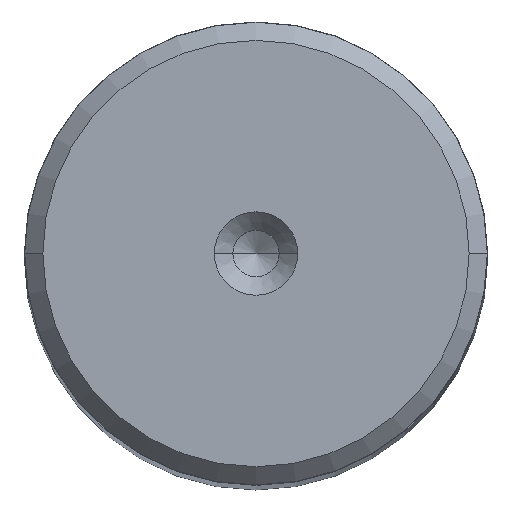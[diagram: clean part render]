
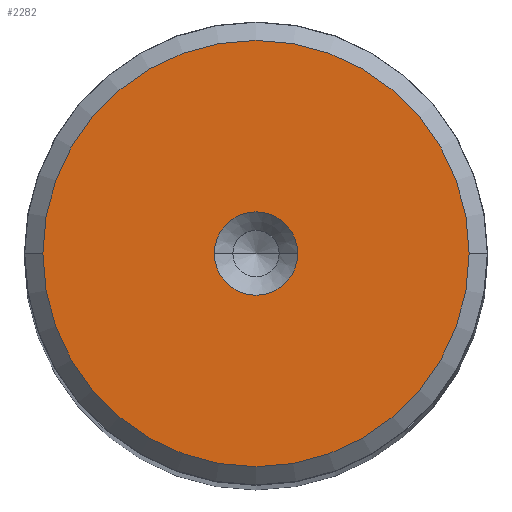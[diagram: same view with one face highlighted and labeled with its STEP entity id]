
A CAD part, top view. The second image highlights one B-rep face of the part: STEP entity #2282.
In plain terms, the highlighted planar face has unit normal (0, 0, 1).
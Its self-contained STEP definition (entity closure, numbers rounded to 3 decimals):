
#143 = CARTESIAN_POINT ( 'NONE',  ( 11.509, 0., 150. ) ) ;
#199 = DIRECTION ( 'NONE',  ( 0., 0., 1. ) ) ;
#201 = PLANE ( 'NONE',  #1699 ) ;
#248 = EDGE_CURVE ( 'NONE', #389, #1311, #997, .T. ) ;
#316 = AXIS2_PLACEMENT_3D ( 'NONE', #739, #1465, #2002 ) ;
#342 = CARTESIAN_POINT ( 'NONE',  ( -2.25, 0., 150. ) ) ;
#353 = VERTEX_POINT ( 'NONE', #143 ) ;
#387 = CARTESIAN_POINT ( 'NONE',  ( 0., 0., 150. ) ) ;
#389 = VERTEX_POINT ( 'NONE', #342 ) ;
#428 = CIRCLE ( 'NONE', #1185, 11.509 ) ;
#563 = AXIS2_PLACEMENT_3D ( 'NONE', #2343, #1605, #1986 ) ;
#568 = EDGE_CURVE ( 'NONE', #1311, #389, #1057, .T. ) ;
#693 = ORIENTED_EDGE ( 'NONE', *, *, #965, .T. ) ;
#716 = DIRECTION ( 'NONE',  ( 0., 0., 1. ) ) ;
#739 = CARTESIAN_POINT ( 'NONE',  ( 0., 0., 150. ) ) ;
#786 = EDGE_LOOP ( 'NONE', ( #693, #835 ) ) ;
#835 = ORIENTED_EDGE ( 'NONE', *, *, #1770, .T. ) ;
#965 = EDGE_CURVE ( 'NONE', #1781, #353, #428, .T. ) ;
#997 = CIRCLE ( 'NONE', #563, 2.25 ) ;
#1055 = CIRCLE ( 'NONE', #316, 11.509 ) ;
#1057 = CIRCLE ( 'NONE', #1225, 2.25 ) ;
#1121 = DIRECTION ( 'NONE',  ( 0., 0., 1. ) ) ;
#1185 = AXIS2_PLACEMENT_3D ( 'NONE', #1500, #199, #1280 ) ;
#1225 = AXIS2_PLACEMENT_3D ( 'NONE', #387, #716, #2177 ) ;
#1280 = DIRECTION ( 'NONE',  ( 1., 0., 0. ) ) ;
#1311 = VERTEX_POINT ( 'NONE', #1716 ) ;
#1363 = EDGE_LOOP ( 'NONE', ( #1444, #2014 ) ) ;
#1444 = ORIENTED_EDGE ( 'NONE', *, *, #568, .F. ) ;
#1465 = DIRECTION ( 'NONE',  ( 0., 0., 1. ) ) ;
#1500 = CARTESIAN_POINT ( 'NONE',  ( 0., 0., 150. ) ) ;
#1605 = DIRECTION ( 'NONE',  ( 0., 0., 1. ) ) ;
#1634 = CARTESIAN_POINT ( 'NONE',  ( 0., 0., 150. ) ) ;
#1699 = AXIS2_PLACEMENT_3D ( 'NONE', #1634, #1121, #1819 ) ;
#1716 = CARTESIAN_POINT ( 'NONE',  ( 2.25, 0., 150. ) ) ;
#1770 = EDGE_CURVE ( 'NONE', #353, #1781, #1055, .T. ) ;
#1781 = VERTEX_POINT ( 'NONE', #1811 ) ;
#1811 = CARTESIAN_POINT ( 'NONE',  ( -11.509, 0., 150. ) ) ;
#1819 = DIRECTION ( 'NONE',  ( 1., 0., 0. ) ) ;
#1986 = DIRECTION ( 'NONE',  ( 1., 0., 0. ) ) ;
#2002 = DIRECTION ( 'NONE',  ( 1., 0., 0. ) ) ;
#2014 = ORIENTED_EDGE ( 'NONE', *, *, #248, .F. ) ;
#2025 = FACE_BOUND ( 'NONE', #1363, .T. ) ;
#2177 = DIRECTION ( 'NONE',  ( 1., 0., 0. ) ) ;
#2282 = ADVANCED_FACE ( 'NONE', ( #2025, #2333 ), #201, .T. ) ;
#2333 = FACE_OUTER_BOUND ( 'NONE', #786, .T. ) ;
#2343 = CARTESIAN_POINT ( 'NONE',  ( 0., 0., 150. ) ) ;
